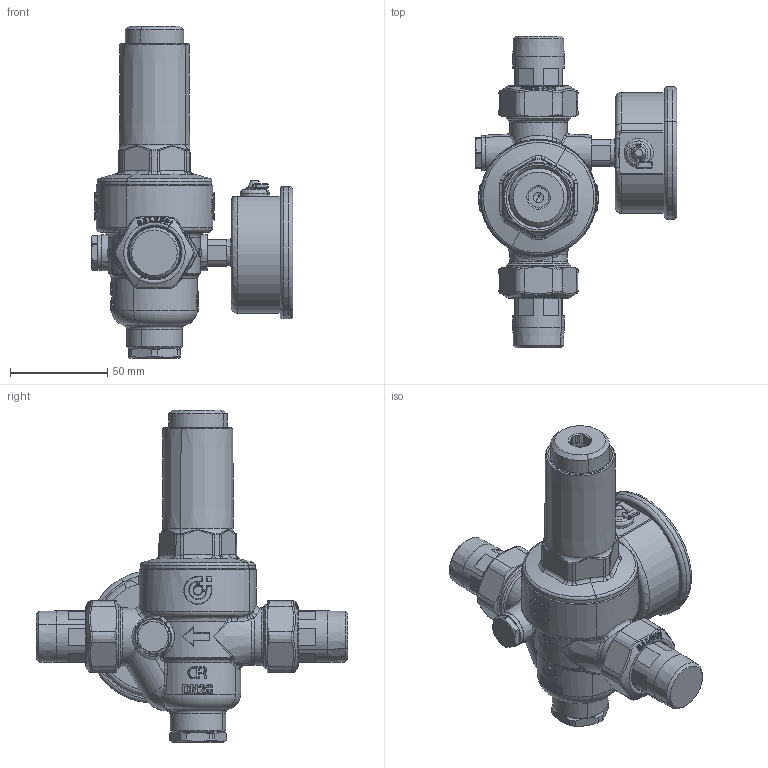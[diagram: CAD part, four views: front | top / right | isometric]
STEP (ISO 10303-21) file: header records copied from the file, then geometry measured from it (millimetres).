
FILE_DESCRIPTION(('CATIA V5 STEP Exchange'),'2;1');
FILE_NAME('STEP_536057_-_TST.stp','2017-03-07T10:54:43+00:00',('none'),('none'),'CATIA Version 5-6 Release 2014 SP5','CATIA V5 STEP AP203','none');
FILE_SCHEMA(('CONFIG_CONTROL_DESIGN'));
Length unit declared in the file: millimetre
Products named in the file (1): 536057 - TST
Bounding box: 103.48 x 160 x 170.3 mm (x, y, z)
Volume: 399572.6 mm3; surface area: 71691.1 mm2
Topology: 2 solids, 7 shells, 1951 faces, 4632 edges, 2584 vertices
Faces by surface type: bspline 1069, cylinder 246, plane 235, sphere 162, cone 143, torus 96
Entity records: 104533 total; most frequent: CARTESIAN_POINT 71489, ORIENTED_EDGE 8940, EDGE_CURVE 4470, B_SPLINE_CURVE_WITH_KNOTS 2992, DIRECTION 2740, VERTEX_POINT 2584, EDGE_LOOP 2010, ADVANCED_FACE 1951
